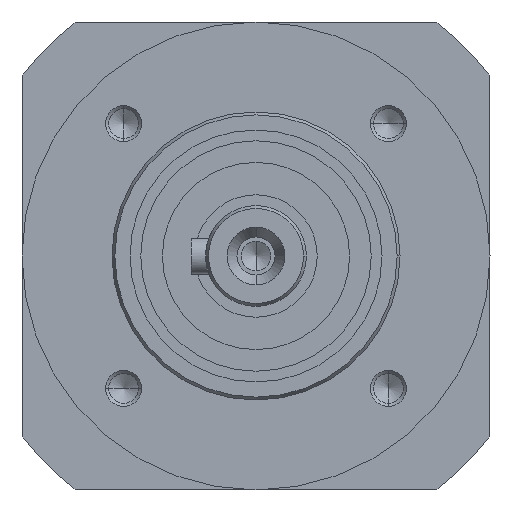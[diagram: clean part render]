
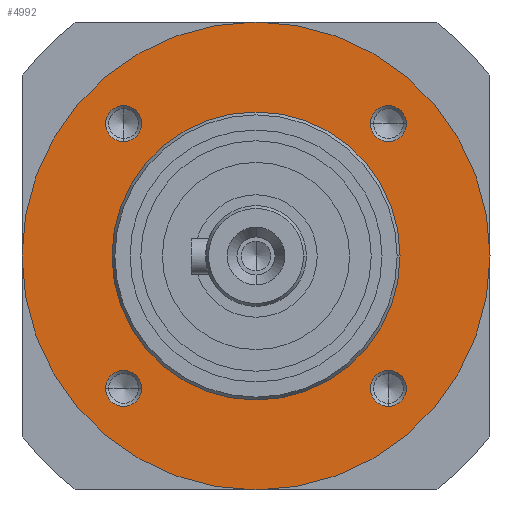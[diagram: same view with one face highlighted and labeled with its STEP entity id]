
A CAD part, left-side view. The second image highlights one B-rep face of the part: STEP entity #4992.
In plain terms, the highlighted planar face has unit normal (-1, 0, 0).
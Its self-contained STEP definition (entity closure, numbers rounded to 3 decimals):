
#217=CARTESIAN_POINT('',(39.,32.5,0.0));
#218=VERTEX_POINT('',#217);
#227=CARTESIAN_POINT('',(39.,-32.5,0.));
#228=VERTEX_POINT('',#227);
#229=CARTESIAN_POINT('',(39.,0.0,0.0));
#230=DIRECTION('',(1.0,0.0,0.0));
#231=DIRECTION('',(0.0,1.0,0.0));
#232=AXIS2_PLACEMENT_3D('',#229,#230,#231);
#233=CIRCLE('',#232,32.5);
#234=EDGE_CURVE('',#218,#228,#233,.T.);
#383=CARTESIAN_POINT('',(39.,20.0,0.0));
#384=VERTEX_POINT('',#383);
#400=CARTESIAN_POINT('',(39.,-20.0,0.));
#401=VERTEX_POINT('',#400);
#408=CARTESIAN_POINT('',(39.,0.0,0.0));
#409=DIRECTION('',(1.0,0.0,0.0));
#410=DIRECTION('',(0.0,1.0,0.0));
#411=AXIS2_PLACEMENT_3D('',#408,#409,#410);
#412=CIRCLE('',#411,20.0);
#413=EDGE_CURVE('',#384,#401,#412,.T.);
#671=CARTESIAN_POINT('',(39.,18.385,20.885));
#672=VERTEX_POINT('',#671);
#680=CARTESIAN_POINT('',(39.,18.385,15.885));
#681=VERTEX_POINT('',#680);
#688=CARTESIAN_POINT('',(39.,18.385,18.385));
#689=DIRECTION('',(1.0,0.0,0.0));
#690=DIRECTION('',(0.0,0.0,1.0));
#691=AXIS2_PLACEMENT_3D('',#688,#689,#690);
#692=CIRCLE('',#691,2.5);
#693=EDGE_CURVE('',#672,#681,#692,.T.);
#837=CARTESIAN_POINT('',(39.,-20.885,18.385));
#838=VERTEX_POINT('',#837);
#846=CARTESIAN_POINT('',(39.,-15.885,18.385));
#847=VERTEX_POINT('',#846);
#854=CARTESIAN_POINT('',(39.,-18.385,18.385));
#855=DIRECTION('',(1.0,0.0,0.0));
#856=DIRECTION('',(0.0,-1.0,0.0));
#857=AXIS2_PLACEMENT_3D('',#854,#855,#856);
#858=CIRCLE('',#857,2.5);
#859=EDGE_CURVE('',#838,#847,#858,.T.);
#1003=CARTESIAN_POINT('',(39.,-18.385,-20.885));
#1004=VERTEX_POINT('',#1003);
#1012=CARTESIAN_POINT('',(39.,-18.385,-15.885));
#1013=VERTEX_POINT('',#1012);
#1020=CARTESIAN_POINT('',(39.,-18.385,-18.385));
#1021=DIRECTION('',(1.0,0.0,0.0));
#1022=DIRECTION('',(0.0,0.0,-1.0));
#1023=AXIS2_PLACEMENT_3D('',#1020,#1021,#1022);
#1024=CIRCLE('',#1023,2.5);
#1025=EDGE_CURVE('',#1004,#1013,#1024,.T.);
#1169=CARTESIAN_POINT('',(39.,20.885,-18.385));
#1170=VERTEX_POINT('',#1169);
#1178=CARTESIAN_POINT('',(39.,15.885,-18.385));
#1179=VERTEX_POINT('',#1178);
#1186=CARTESIAN_POINT('',(39.,18.385,-18.385));
#1187=DIRECTION('',(1.0,0.0,0.0));
#1188=DIRECTION('',(0.0,1.0,0.0));
#1189=AXIS2_PLACEMENT_3D('',#1186,#1187,#1188);
#1190=CIRCLE('',#1189,2.5);
#1191=EDGE_CURVE('',#1170,#1179,#1190,.T.);
#4466=CARTESIAN_POINT('',(39.,18.385,-18.385));
#4467=DIRECTION('',(1.0,0.0,0.0));
#4468=DIRECTION('',(0.0,1.0,0.0));
#4469=AXIS2_PLACEMENT_3D('',#4466,#4467,#4468);
#4470=CIRCLE('',#4469,2.5);
#4471=EDGE_CURVE('',#1179,#1170,#4470,.T.);
#4576=CARTESIAN_POINT('',(39.,-18.385,-18.385));
#4577=DIRECTION('',(1.0,0.0,0.0));
#4578=DIRECTION('',(0.0,0.0,-1.0));
#4579=AXIS2_PLACEMENT_3D('',#4576,#4577,#4578);
#4580=CIRCLE('',#4579,2.5);
#4581=EDGE_CURVE('',#1013,#1004,#4580,.T.);
#4686=CARTESIAN_POINT('',(39.,-18.385,18.385));
#4687=DIRECTION('',(1.0,0.0,0.0));
#4688=DIRECTION('',(0.0,-1.0,0.0));
#4689=AXIS2_PLACEMENT_3D('',#4686,#4687,#4688);
#4690=CIRCLE('',#4689,2.5);
#4691=EDGE_CURVE('',#847,#838,#4690,.T.);
#4796=CARTESIAN_POINT('',(39.,18.385,18.385));
#4797=DIRECTION('',(1.0,0.0,0.0));
#4798=DIRECTION('',(0.0,0.0,1.0));
#4799=AXIS2_PLACEMENT_3D('',#4796,#4797,#4798);
#4800=CIRCLE('',#4799,2.5);
#4801=EDGE_CURVE('',#681,#672,#4800,.T.);
#4945=CARTESIAN_POINT('',(39.,0.0,0.0));
#4946=DIRECTION('',(1.0,0.0,0.0));
#4947=DIRECTION('',(0.0,1.0,0.0));
#4948=AXIS2_PLACEMENT_3D('',#4945,#4946,#4947);
#4949=CIRCLE('',#4948,20.0);
#4950=EDGE_CURVE('',#401,#384,#4949,.T.);
#4957=CARTESIAN_POINT('',(39.,16.25,0.0));
#4958=DIRECTION('',(-1.0,0.0,0.0));
#4959=DIRECTION('',(0.0,0.0,1.0));
#4960=AXIS2_PLACEMENT_3D('',#4957,#4958,#4959);
#4961=PLANE('',#4960);
#4962=ORIENTED_EDGE('',*,*,#234,.F.);
#4963=CARTESIAN_POINT('',(39.,0.0,0.0));
#4964=DIRECTION('',(1.0,0.0,0.0));
#4965=DIRECTION('',(0.0,1.0,0.0));
#4966=AXIS2_PLACEMENT_3D('',#4963,#4964,#4965);
#4967=CIRCLE('',#4966,32.5);
#4968=EDGE_CURVE('',#228,#218,#4967,.T.);
#4969=ORIENTED_EDGE('',*,*,#4968,.F.);
#4970=EDGE_LOOP('',(#4962,#4969));
#4971=FACE_OUTER_BOUND('',#4970,.T.);
#4972=ORIENTED_EDGE('',*,*,#1191,.T.);
#4973=ORIENTED_EDGE('',*,*,#4471,.T.);
#4974=EDGE_LOOP('',(#4972,#4973));
#4975=FACE_BOUND('',#4974,.T.);
#4976=ORIENTED_EDGE('',*,*,#1025,.T.);
#4977=ORIENTED_EDGE('',*,*,#4581,.T.);
#4978=EDGE_LOOP('',(#4976,#4977));
#4979=FACE_BOUND('',#4978,.T.);
#4980=ORIENTED_EDGE('',*,*,#859,.T.);
#4981=ORIENTED_EDGE('',*,*,#4691,.T.);
#4982=EDGE_LOOP('',(#4980,#4981));
#4983=FACE_BOUND('',#4982,.T.);
#4984=ORIENTED_EDGE('',*,*,#693,.T.);
#4985=ORIENTED_EDGE('',*,*,#4801,.T.);
#4986=EDGE_LOOP('',(#4984,#4985));
#4987=FACE_BOUND('',#4986,.T.);
#4988=ORIENTED_EDGE('',*,*,#413,.T.);
#4989=ORIENTED_EDGE('',*,*,#4950,.T.);
#4990=EDGE_LOOP('',(#4988,#4989));
#4991=FACE_BOUND('',#4990,.T.);
#4992=ADVANCED_FACE('',(#4971,#4975,#4979,#4983,#4987,#4991),#4961,.T.);
